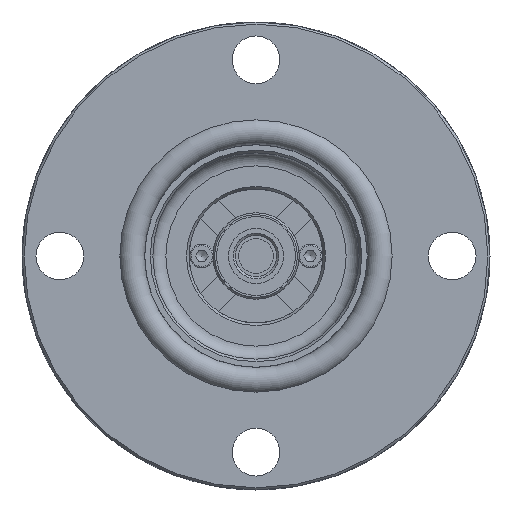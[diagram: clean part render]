
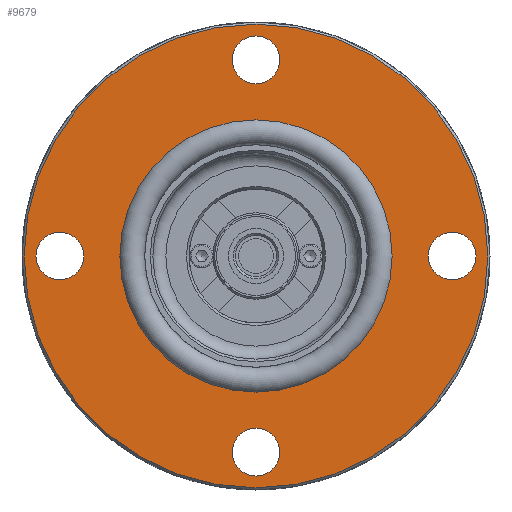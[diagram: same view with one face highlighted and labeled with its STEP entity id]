
A CAD part, left-side view. The second image highlights one B-rep face of the part: STEP entity #9679.
In plain terms, the highlighted planar face has unit normal (-1, 0, 0).
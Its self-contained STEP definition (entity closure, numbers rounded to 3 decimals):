
#285=FACE_BOUND('',#3006,.T.);
#286=FACE_BOUND('',#3007,.T.);
#287=FACE_BOUND('',#3008,.T.);
#288=FACE_BOUND('',#3009,.T.);
#289=FACE_BOUND('',#3010,.T.);
#1986=PLANE('',#10341);
#2439=FACE_OUTER_BOUND('',#3005,.T.);
#3005=EDGE_LOOP('',(#6975));
#3006=EDGE_LOOP('',(#6976,#6977));
#3007=EDGE_LOOP('',(#6978,#6979));
#3008=EDGE_LOOP('',(#6980,#6981));
#3009=EDGE_LOOP('',(#6982,#6983));
#3010=EDGE_LOOP('',(#6984,#6985));
#3629=CIRCLE('',#10330,53.475);
#3639=CIRCLE('',#10342,31.4);
#3640=CIRCLE('',#10343,31.4);
#3641=CIRCLE('',#10344,5.5);
#3642=CIRCLE('',#10345,5.5);
#3643=CIRCLE('',#10346,5.5);
#3644=CIRCLE('',#10347,5.5);
#3645=CIRCLE('',#10348,5.5);
#3646=CIRCLE('',#10349,5.5);
#3647=CIRCLE('',#10350,5.5);
#3648=CIRCLE('',#10351,5.5);
#4222=VERTEX_POINT('',#13827);
#4240=VERTEX_POINT('',#13867);
#4241=VERTEX_POINT('',#13868);
#4242=VERTEX_POINT('',#13871);
#4243=VERTEX_POINT('',#13872);
#4244=VERTEX_POINT('',#13875);
#4245=VERTEX_POINT('',#13876);
#4246=VERTEX_POINT('',#13879);
#4247=VERTEX_POINT('',#13880);
#4248=VERTEX_POINT('',#13883);
#4249=VERTEX_POINT('',#13884);
#5302=EDGE_CURVE('',#4222,#4222,#3629,.T.);
#5321=EDGE_CURVE('',#4240,#4241,#3639,.T.);
#5322=EDGE_CURVE('',#4241,#4240,#3640,.T.);
#5323=EDGE_CURVE('',#4242,#4243,#3641,.T.);
#5324=EDGE_CURVE('',#4243,#4242,#3642,.T.);
#5325=EDGE_CURVE('',#4244,#4245,#3643,.T.);
#5326=EDGE_CURVE('',#4245,#4244,#3644,.T.);
#5327=EDGE_CURVE('',#4246,#4247,#3645,.T.);
#5328=EDGE_CURVE('',#4247,#4246,#3646,.T.);
#5329=EDGE_CURVE('',#4248,#4249,#3647,.T.);
#5330=EDGE_CURVE('',#4249,#4248,#3648,.T.);
#6975=ORIENTED_EDGE('',*,*,#5302,.F.);
#6976=ORIENTED_EDGE('',*,*,#5321,.T.);
#6977=ORIENTED_EDGE('',*,*,#5322,.T.);
#6978=ORIENTED_EDGE('',*,*,#5323,.T.);
#6979=ORIENTED_EDGE('',*,*,#5324,.T.);
#6980=ORIENTED_EDGE('',*,*,#5325,.T.);
#6981=ORIENTED_EDGE('',*,*,#5326,.T.);
#6982=ORIENTED_EDGE('',*,*,#5327,.T.);
#6983=ORIENTED_EDGE('',*,*,#5328,.T.);
#6984=ORIENTED_EDGE('',*,*,#5329,.T.);
#6985=ORIENTED_EDGE('',*,*,#5330,.T.);
#9679=ADVANCED_FACE('',(#2439,#285,#286,#287,#288,#289),#1986,.T.);
#10330=AXIS2_PLACEMENT_3D('',#13829,#11460,#11461);
#10341=AXIS2_PLACEMENT_3D('',#13866,#11491,#11492);
#10342=AXIS2_PLACEMENT_3D('',#13869,#11493,#11494);
#10343=AXIS2_PLACEMENT_3D('',#13870,#11495,#11496);
#10344=AXIS2_PLACEMENT_3D('',#13873,#11497,#11498);
#10345=AXIS2_PLACEMENT_3D('',#13874,#11499,#11500);
#10346=AXIS2_PLACEMENT_3D('',#13877,#11501,#11502);
#10347=AXIS2_PLACEMENT_3D('',#13878,#11503,#11504);
#10348=AXIS2_PLACEMENT_3D('',#13881,#11505,#11506);
#10349=AXIS2_PLACEMENT_3D('',#13882,#11507,#11508);
#10350=AXIS2_PLACEMENT_3D('',#13885,#11509,#11510);
#10351=AXIS2_PLACEMENT_3D('',#13886,#11511,#11512);
#11460=DIRECTION('center_axis',(1.,0.,0.));
#11461=DIRECTION('ref_axis',(0.,-1.,0.));
#11491=DIRECTION('center_axis',(-1.,0.,0.));
#11492=DIRECTION('ref_axis',(0.,0.,1.));
#11493=DIRECTION('center_axis',(1.,0.,0.));
#11494=DIRECTION('ref_axis',(0.,1.,0.));
#11495=DIRECTION('center_axis',(1.,0.,0.));
#11496=DIRECTION('ref_axis',(0.,1.,0.));
#11497=DIRECTION('center_axis',(1.,0.,0.));
#11498=DIRECTION('ref_axis',(0.,1.,0.));
#11499=DIRECTION('center_axis',(1.,0.,0.));
#11500=DIRECTION('ref_axis',(0.,1.,0.));
#11501=DIRECTION('center_axis',(1.,0.,0.));
#11502=DIRECTION('ref_axis',(0.,0.,1.));
#11503=DIRECTION('center_axis',(1.,0.,0.));
#11504=DIRECTION('ref_axis',(0.,0.,1.));
#11505=DIRECTION('center_axis',(1.,0.,0.));
#11506=DIRECTION('ref_axis',(0.,-1.,0.));
#11507=DIRECTION('center_axis',(1.,0.,0.));
#11508=DIRECTION('ref_axis',(0.,-1.,0.));
#11509=DIRECTION('center_axis',(1.,0.,0.));
#11510=DIRECTION('ref_axis',(0.,0.,-1.));
#11511=DIRECTION('center_axis',(1.,0.,0.));
#11512=DIRECTION('ref_axis',(0.,0.,-1.));
#13827=CARTESIAN_POINT('',(-20.8,53.475,0.));
#13829=CARTESIAN_POINT('Origin',(-20.8,0.,0.));
#13866=CARTESIAN_POINT('Origin',(-20.8,42.688,0.));
#13867=CARTESIAN_POINT('',(-20.8,31.4,0.));
#13868=CARTESIAN_POINT('',(-20.8,-31.4,0.));
#13869=CARTESIAN_POINT('Origin',(-20.8,0.,0.));
#13870=CARTESIAN_POINT('Origin',(-20.8,0.,0.));
#13871=CARTESIAN_POINT('',(-20.8,5.5,45.25));
#13872=CARTESIAN_POINT('',(-20.8,-5.5,45.25));
#13873=CARTESIAN_POINT('Origin',(-20.8,0.,45.25));
#13874=CARTESIAN_POINT('Origin',(-20.8,0.,45.25));
#13875=CARTESIAN_POINT('',(-20.8,-45.25,5.5));
#13876=CARTESIAN_POINT('',(-20.8,-45.25,-5.5));
#13877=CARTESIAN_POINT('Origin',(-20.8,-45.25,0.));
#13878=CARTESIAN_POINT('Origin',(-20.8,-45.25,0.));
#13879=CARTESIAN_POINT('',(-20.8,-5.5,-45.25));
#13880=CARTESIAN_POINT('',(-20.8,5.5,-45.25));
#13881=CARTESIAN_POINT('Origin',(-20.8,0.,-45.25));
#13882=CARTESIAN_POINT('Origin',(-20.8,0.,-45.25));
#13883=CARTESIAN_POINT('',(-20.8,45.25,-5.5));
#13884=CARTESIAN_POINT('',(-20.8,45.25,5.5));
#13885=CARTESIAN_POINT('Origin',(-20.8,45.25,0.));
#13886=CARTESIAN_POINT('Origin',(-20.8,45.25,0.));
